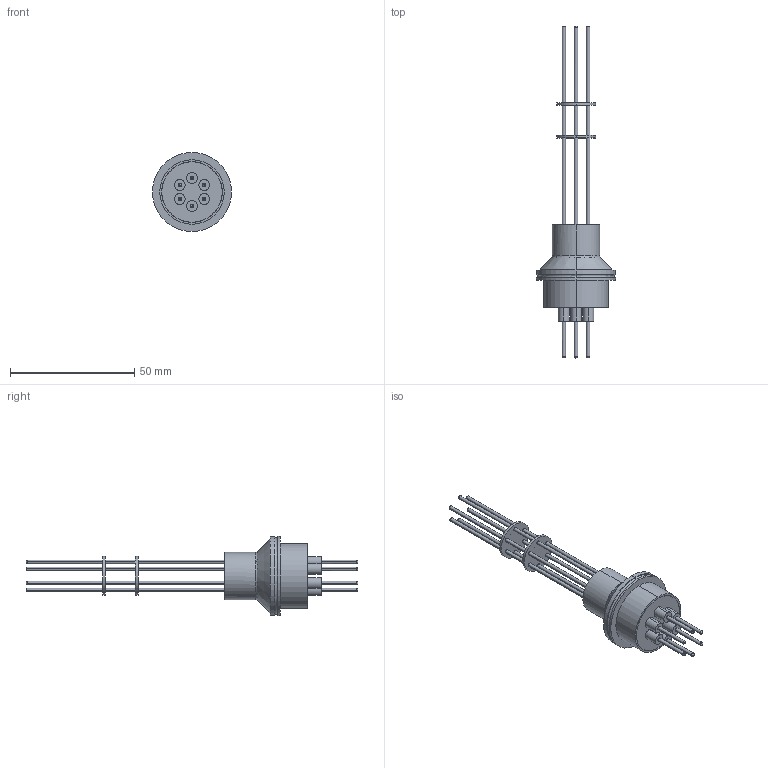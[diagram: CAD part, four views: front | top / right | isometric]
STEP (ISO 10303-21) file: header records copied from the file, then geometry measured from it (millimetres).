
FILE_DESCRIPTION (( 'STEP AP203' ), '1' );
FILE_NAME ('A0422-1-W.STEP', '2013-04-08T20:04:52', ( '' ), ( '' ), 'SwSTEP 2.0', 'SolidWorks 2012', '' );
FILE_SCHEMA (( 'CONFIG_CONTROL_DESIGN' ));
Length unit declared in the file: inch
Products named in the file (1): A0422-1-W
Bounding box: 31.75 x 133.35 x 31.75 mm (x, y, z)
Volume: 6315.1 mm3; surface area: 11950.4 mm2
Topology: 1 solids, 1 shells, 207 faces, 478 edges, 316 vertices
Faces by surface type: cylinder 122, plane 45, bspline 36, cone 4
Entity records: 6597 total; most frequent: CARTESIAN_POINT 1632, DIRECTION 1114, ORIENTED_EDGE 956, AXIS2_PLACEMENT_3D 494, EDGE_CURVE 478, CIRCLE 322, VERTEX_POINT 316, EDGE_LOOP 286
